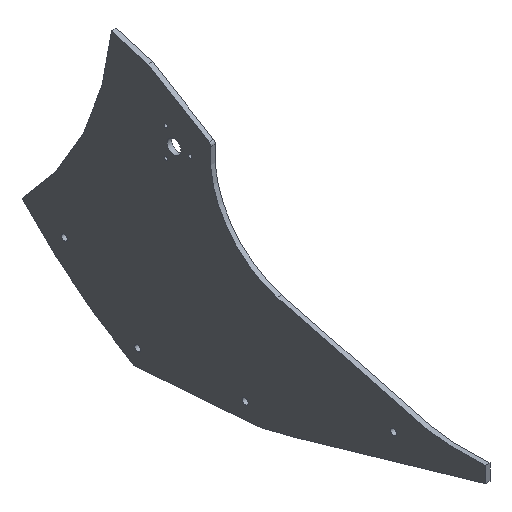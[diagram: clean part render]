
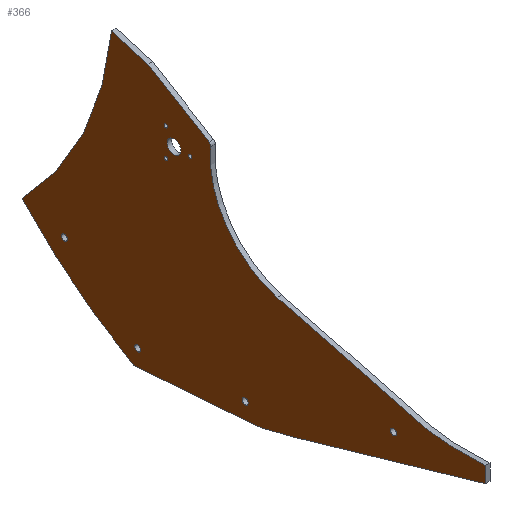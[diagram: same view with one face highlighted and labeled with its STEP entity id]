
A CAD part, isometric view. The second image highlights one B-rep face of the part: STEP entity #366.
In plain terms, the highlighted planar face has unit normal (-1, 0, 0).
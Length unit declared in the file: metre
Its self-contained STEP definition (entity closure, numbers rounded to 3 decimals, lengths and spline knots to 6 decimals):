
#34=(
BOUNDED_CURVE()
B_SPLINE_CURVE(2,(#585,#586,#587,#588,#589,#590,#591),.UNSPECIFIED.,.F.,
 .F.)
B_SPLINE_CURVE_WITH_KNOTS((3,2,2,3),(-0.15,0.,1.,1.15),
 .PIECEWISE_BEZIER_KNOTS.)
CURVE()
GEOMETRIC_REPRESENTATION_ITEM()
RATIONAL_B_SPLINE_CURVE((1.,1.,1.,2.333,1.,1.,1.))
REPRESENTATION_ITEM('')
);
#36=LINE('',#575,#54);
#37=LINE('',#577,#55);
#38=LINE('',#583,#56);
#39=LINE('',#593,#57);
#54=VECTOR('',#455,1.);
#55=VECTOR('',#456,1.);
#56=VECTOR('',#461,1.);
#57=VECTOR('',#462,1.);
#72=B_SPLINE_CURVE_WITH_KNOTS('',3,(#553,#554,#555,#556,#557,#558,#559,
#560,#561,#562,#563,#564,#565,#566,#567,#568),.UNSPECIFIED.,.F.,.F.,(4,
1,1,1,1,1,1,1,1,1,1,1,1,4),(0.110642,0.128937,0.147231,
0.165526,0.183821,0.202115,0.211263,
0.22041,0.229557,0.234131,0.238705,
0.243278,0.247852,0.256999),.UNSPECIFIED.);
#74=ORIENTED_EDGE('',*,*,#166,.T.);
#75=ORIENTED_EDGE('',*,*,#167,.T.);
#76=ORIENTED_EDGE('',*,*,#168,.T.);
#77=ORIENTED_EDGE('',*,*,#169,.F.);
#78=ORIENTED_EDGE('',*,*,#170,.T.);
#79=ORIENTED_EDGE('',*,*,#171,.F.);
#80=ORIENTED_EDGE('',*,*,#172,.F.);
#81=ORIENTED_EDGE('',*,*,#173,.F.);
#82=ORIENTED_EDGE('',*,*,#174,.F.);
#83=ORIENTED_EDGE('',*,*,#175,.T.);
#84=ORIENTED_EDGE('',*,*,#176,.T.);
#85=ORIENTED_EDGE('',*,*,#177,.F.);
#86=ORIENTED_EDGE('',*,*,#178,.T.);
#87=ORIENTED_EDGE('',*,*,#179,.T.);
#88=ORIENTED_EDGE('',*,*,#180,.T.);
#89=ORIENTED_EDGE('',*,*,#181,.T.);
#90=ORIENTED_EDGE('',*,*,#182,.T.);
#91=ORIENTED_EDGE('',*,*,#183,.F.);
#166=EDGE_CURVE('',#212,#212,#248,.T.);
#167=EDGE_CURVE('',#213,#213,#249,.T.);
#168=EDGE_CURVE('',#214,#214,#250,.T.);
#169=EDGE_CURVE('',#215,#216,#72,.T.);
#170=EDGE_CURVE('',#215,#217,#251,.T.);
#171=EDGE_CURVE('',#218,#217,#252,.T.);
#172=EDGE_CURVE('',#219,#218,#36,.T.);
#173=EDGE_CURVE('',#220,#219,#37,.T.);
#174=EDGE_CURVE('',#221,#220,#253,.F.);
#175=EDGE_CURVE('',#221,#222,#254,.T.);
#176=EDGE_CURVE('',#222,#223,#38,.T.);
#177=EDGE_CURVE('',#224,#223,#34,.T.);
#178=EDGE_CURVE('',#224,#216,#39,.T.);
#179=EDGE_CURVE('',#225,#225,#255,.T.);
#180=EDGE_CURVE('',#226,#226,#256,.T.);
#181=EDGE_CURVE('',#227,#227,#257,.T.);
#182=EDGE_CURVE('',#228,#228,#258,.T.);
#183=EDGE_CURVE('',#229,#229,#259,.F.);
#212=VERTEX_POINT('',#548);
#213=VERTEX_POINT('',#550);
#214=VERTEX_POINT('',#552);
#215=VERTEX_POINT('',#569);
#216=VERTEX_POINT('',#570);
#217=VERTEX_POINT('',#572);
#218=VERTEX_POINT('',#574);
#219=VERTEX_POINT('',#576);
#220=VERTEX_POINT('',#578);
#221=VERTEX_POINT('',#580);
#222=VERTEX_POINT('',#582);
#223=VERTEX_POINT('',#584);
#224=VERTEX_POINT('',#592);
#225=VERTEX_POINT('',#595);
#226=VERTEX_POINT('',#597);
#227=VERTEX_POINT('',#599);
#228=VERTEX_POINT('',#601);
#229=VERTEX_POINT('',#603);
#248=CIRCLE('',#400,0.001191);
#249=CIRCLE('',#401,0.001191);
#250=CIRCLE('',#402,0.001191);
#251=CIRCLE('',#403,0.06383);
#252=CIRCLE('',#404,0.00254);
#253=CIRCLE('',#405,0.215045);
#254=CIRCLE('',#406,0.304001);
#255=CIRCLE('',#407,0.002019);
#256=CIRCLE('',#408,0.002019);
#257=CIRCLE('',#409,0.002019);
#258=CIRCLE('',#410,0.002019);
#259=CIRCLE('',#411,0.004763);
#272=EDGE_LOOP('',(#74));
#273=EDGE_LOOP('',(#75));
#274=EDGE_LOOP('',(#76));
#275=EDGE_LOOP('',(#77,#78,#79,#80,#81,#82,#83,#84,#85,#86));
#276=EDGE_LOOP('',(#87));
#277=EDGE_LOOP('',(#88));
#278=EDGE_LOOP('',(#89));
#279=EDGE_LOOP('',(#90));
#280=EDGE_LOOP('',(#91));
#316=FACE_BOUND('',#272,.T.);
#317=FACE_BOUND('',#273,.T.);
#318=FACE_BOUND('',#274,.T.);
#319=FACE_BOUND('',#275,.T.);
#320=FACE_BOUND('',#276,.T.);
#321=FACE_BOUND('',#277,.T.);
#322=FACE_BOUND('',#278,.T.);
#323=FACE_BOUND('',#279,.T.);
#324=FACE_BOUND('',#280,.T.);
#360=PLANE('',#399);
#366=ADVANCED_FACE('',(#316,#317,#318,#319,#320,#321,#322,#323,#324),#360,
 .F.);
#399=AXIS2_PLACEMENT_3D('',#546,#443,#444);
#400=AXIS2_PLACEMENT_3D('',#547,#445,#446);
#401=AXIS2_PLACEMENT_3D('',#549,#447,#448);
#402=AXIS2_PLACEMENT_3D('',#551,#449,#450);
#403=AXIS2_PLACEMENT_3D('',#571,#451,#452);
#404=AXIS2_PLACEMENT_3D('',#573,#453,#454);
#405=AXIS2_PLACEMENT_3D('',#579,#457,#458);
#406=AXIS2_PLACEMENT_3D('',#581,#459,#460);
#407=AXIS2_PLACEMENT_3D('',#594,#463,#464);
#408=AXIS2_PLACEMENT_3D('',#596,#465,#466);
#409=AXIS2_PLACEMENT_3D('',#598,#467,#468);
#410=AXIS2_PLACEMENT_3D('',#600,#469,#470);
#411=AXIS2_PLACEMENT_3D('',#602,#471,#472);
#443=DIRECTION('',(1.,0.,0.));
#444=DIRECTION('',(0.,-1.,0.));
#445=DIRECTION('',(1.,0.,0.));
#446=DIRECTION('',(0.,0.,-1.));
#447=DIRECTION('',(1.,0.,0.));
#448=DIRECTION('',(0.,0.,-1.));
#449=DIRECTION('',(1.,0.,0.));
#450=DIRECTION('',(0.,0.,-1.));
#451=DIRECTION('',(1.,0.,0.));
#452=DIRECTION('',(0.,0.,-1.));
#453=DIRECTION('',(1.,0.,0.));
#454=DIRECTION('',(0.,0.,-1.));
#455=DIRECTION('',(0.,-0.856,-0.516));
#456=DIRECTION('',(0.,-0.959,-0.284));
#457=DIRECTION('',(1.,0.,0.));
#458=DIRECTION('',(0.,0.,-1.));
#459=DIRECTION('',(-1.,0.,0.));
#460=DIRECTION('',(0.,0.,1.));
#461=DIRECTION('',(0.,-0.997,0.072));
#462=DIRECTION('',(0.,0.,1.));
#463=DIRECTION('',(1.,0.,0.));
#464=DIRECTION('',(0.,0.,-1.));
#465=DIRECTION('',(1.,0.,0.));
#466=DIRECTION('',(0.,0.,-1.));
#467=DIRECTION('',(1.,0.,0.));
#468=DIRECTION('',(0.,0.,-1.));
#469=DIRECTION('',(1.,0.,0.));
#470=DIRECTION('',(0.,0.,-1.));
#471=DIRECTION('',(1.,0.,0.));
#472=DIRECTION('',(0.,0.,-1.));
#546=CARTESIAN_POINT('',(-0.01703,-0.837741,-0.076156));
#547=CARTESIAN_POINT('',(-0.01703,-0.787386,-0.035339));
#548=CARTESIAN_POINT('',(-0.01703,-0.787386,-0.03653));
#549=CARTESIAN_POINT('',(-0.01703,-0.787386,-0.05493));
#550=CARTESIAN_POINT('',(-0.01703,-0.787386,-0.056121));
#551=CARTESIAN_POINT('',(-0.01703,-0.804352,-0.045135));
#552=CARTESIAN_POINT('',(-0.01703,-0.804352,-0.046325));
#553=CARTESIAN_POINT('',(-0.01703,-0.864364,-0.0998));
#554=CARTESIAN_POINT('',(-0.01703,-0.87026,-0.101497));
#555=CARTESIAN_POINT('',(-0.01703,-0.882133,-0.104691));
#556=CARTESIAN_POINT('',(-0.01703,-0.89999,-0.109176));
#557=CARTESIAN_POINT('',(-0.01703,-0.917864,-0.113589));
#558=CARTESIAN_POINT('',(-0.01703,-0.935706,-0.118163));
#559=CARTESIAN_POINT('',(-0.01703,-0.950473,-0.122503));
#560=CARTESIAN_POINT('',(-0.01703,-0.962356,-0.125616));
#561=CARTESIAN_POINT('',(-0.01703,-0.971356,-0.127491));
#562=CARTESIAN_POINT('',(-0.01703,-0.978973,-0.128449));
#563=CARTESIAN_POINT('',(-0.01703,-0.985149,-0.128784));
#564=CARTESIAN_POINT('',(-0.01703,-0.989833,-0.12877));
#565=CARTESIAN_POINT('',(-0.01703,-0.994533,-0.128666));
#566=CARTESIAN_POINT('',(-0.01703,-1.000795,-0.12856));
#567=CARTESIAN_POINT('',(-0.01703,-1.005492,-0.128473));
#568=CARTESIAN_POINT('',(-0.01703,-1.008623,-0.128417));
#569=CARTESIAN_POINT('',(-0.01703,-0.864364,-0.0998));
#570=CARTESIAN_POINT('',(-0.01703,-1.008623,-0.128417));
#571=CARTESIAN_POINT('',(-0.01703,-0.882022,-0.03846));
#572=CARTESIAN_POINT('',(-0.01703,-0.818472,-0.032488));
#573=CARTESIAN_POINT('',(-0.01703,-0.815943,-0.03225));
#574=CARTESIAN_POINT('',(-0.01703,-0.817254,-0.030075));
#575=CARTESIAN_POINT('',(-0.01703,-0.790613,-0.014009));
#576=CARTESIAN_POINT('',(-0.01703,-0.775068,-0.004634));
#577=CARTESIAN_POINT('',(-0.01703,-0.762516,-0.000918));
#578=CARTESIAN_POINT('',(-0.01703,-0.749965,0.002798));
#579=CARTESIAN_POINT('',(-0.01703,-0.535942,0.023738));
#580=CARTESIAN_POINT('',(-0.01703,-0.687885,-0.128438));
#581=CARTESIAN_POINT('',(-0.01703,-0.913298,0.075536));
#582=CARTESIAN_POINT('',(-0.01703,-0.76531,-0.190013));
#583=CARTESIAN_POINT('',(-0.01703,-0.794142,-0.187919));
#584=CARTESIAN_POINT('',(-0.01703,-0.843152,-0.184358));
#585=CARTESIAN_POINT('',(-0.01703,-1.087078,-0.116222));
#586=CARTESIAN_POINT('',(-0.01703,-1.039479,-0.130197));
#587=CARTESIAN_POINT('',(-0.01703,-0.99188,-0.144173));
#588=CARTESIAN_POINT('',(-0.01703,-0.855883,-0.184102));
#589=CARTESIAN_POINT('',(-0.01703,-0.843152,-0.184358));
#590=CARTESIAN_POINT('',(-0.01703,-0.838697,-0.184448));
#591=CARTESIAN_POINT('',(-0.01703,-0.834241,-0.184538));
#592=CARTESIAN_POINT('',(-0.01703,-1.008623,-0.139257));
#593=CARTESIAN_POINT('',(-0.01703,-1.008623,-0.076156));
#594=CARTESIAN_POINT('',(-0.01703,-0.717169,-0.137425));
#595=CARTESIAN_POINT('',(-0.01703,-0.717169,-0.139445));
#596=CARTESIAN_POINT('',(-0.01703,-0.945012,-0.140093));
#597=CARTESIAN_POINT('',(-0.01703,-0.945012,-0.142113));
#598=CARTESIAN_POINT('',(-0.01703,-0.842333,-0.173077));
#599=CARTESIAN_POINT('',(-0.01703,-0.842333,-0.175096));
#600=CARTESIAN_POINT('',(-0.01703,-0.767898,-0.178484));
#601=CARTESIAN_POINT('',(-0.01703,-0.767898,-0.180503));
#602=CARTESIAN_POINT('',(-0.01703,-0.793042,-0.045135));
#603=CARTESIAN_POINT('',(-0.01703,-0.793042,-0.049897));
